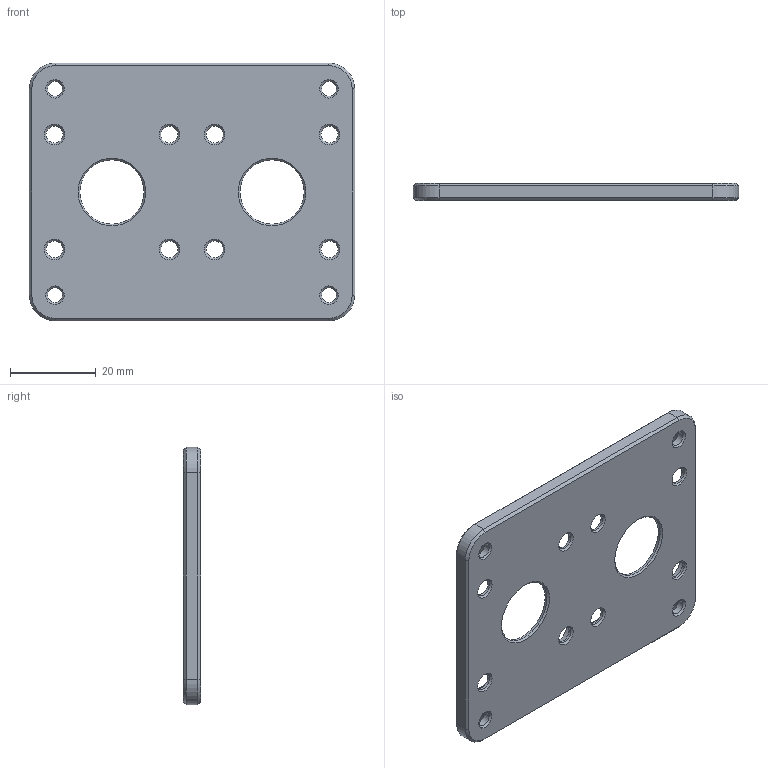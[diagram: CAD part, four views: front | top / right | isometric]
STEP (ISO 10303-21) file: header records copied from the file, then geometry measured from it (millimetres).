
FILE_DESCRIPTION(/* description */ (''),/* implementation_level */ '2;1');
FILE_NAME(/* name */ 'PowerInPanel.step',/* time_stamp */ '2020-12-28T21:27:10+01:00',/* author */ (''),/* organization */ (''),/* preprocessor_version */ 'ST-DEVELOPER v18.1',/* originating_system */ 'Autodesk Translation Framework v9.7.1.1290',/* authorisation */ '');
FILE_SCHEMA (('AUTOMOTIVE_DESIGN { 1 0 10303 214 3 1 1 }'));
Length unit declared in the file: millimetre
Products named in the file (2): PanelMountedWaterproof; Power In Panel
Assembly tree (1 placements, depth 2):
  PanelMountedWaterproof
    Power In Panel
Bounding box: 76 x 4 x 60.2 mm (x, y, z)
Volume: 9057.5 mm3; surface area: 10738.9 mm2
Topology: 1 solids, 1 shells, 262 faces, 699 edges, 456 vertices
Faces by surface type: plane 111, bspline 99, cone 26, cylinder 26
Full cylindrical faces by diameter (mm): 3.5 x4, 4 x8, 15 x2
Entity records: 9124 total; most frequent: CARTESIAN_POINT 3103, ORIENTED_EDGE 1398, DIRECTION 915, EDGE_CURVE 699, VERTEX_POINT 456, LINE 419, VECTOR 419, EDGE_LOOP 307
